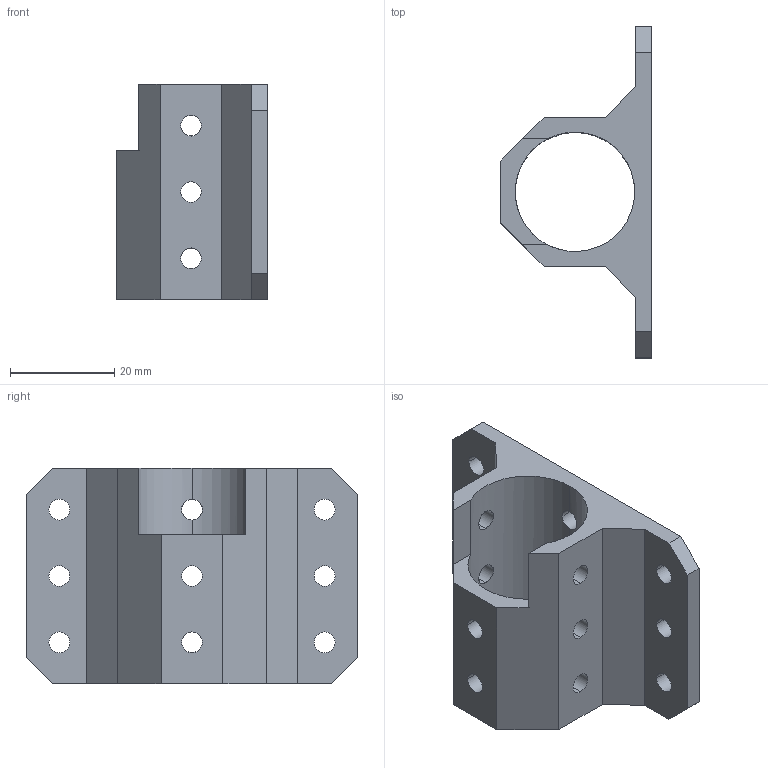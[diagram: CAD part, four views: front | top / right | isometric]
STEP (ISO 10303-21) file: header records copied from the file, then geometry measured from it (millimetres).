
FILE_DESCRIPTION (( 'STEP AP214' ), '1' );
FILE_NAME ('Side Flange Mount Thru.STEP', '2021-04-13T21:35:08', ( '' ), ( '' ), 'SwSTEP 2.0', 'SolidWorks 2020', '' );
FILE_SCHEMA (( 'AUTOMOTIVE_DESIGN' ));
Length unit declared in the file: inch
Products named in the file (1): Side Flange Mount Thru
Bounding box: 28.96 x 63.5 x 41.27 mm (x, y, z)
Volume: 18495 mm3; surface area: 10494.3 mm2
Topology: 1 solids, 1 shells, 57 faces, 183 edges, 122 vertices
Faces by surface type: cylinder 36, plane 21
Entity records: 2693 total; most frequent: CARTESIAN_POINT 979, ORIENTED_EDGE 366, DIRECTION 319, EDGE_CURVE 183, VERTEX_POINT 122, AXIS2_PLACEMENT_3D 110, VECTOR 99, LINE 99
